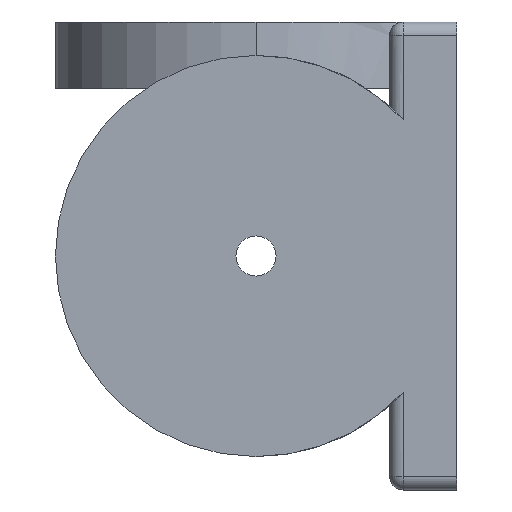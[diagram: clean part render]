
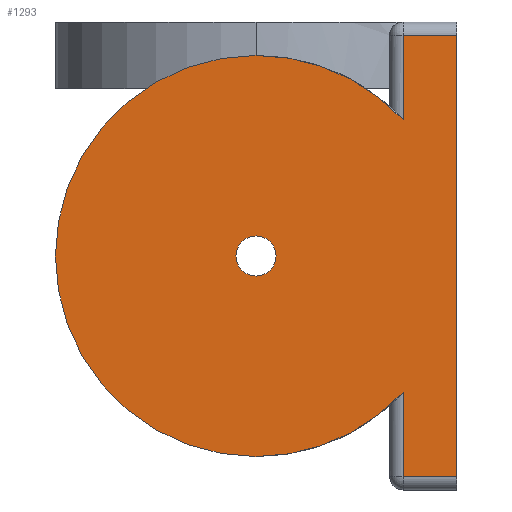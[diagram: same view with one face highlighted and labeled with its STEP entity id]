
A CAD part, left-side view. The second image highlights one B-rep face of the part: STEP entity #1293.
In plain terms, the highlighted planar face has unit normal (-1, 0, 0).
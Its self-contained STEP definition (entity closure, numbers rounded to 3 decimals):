
#4 = ORIENTED_EDGE ( 'NONE', *, *, #249, .T. ) ;
#33 = ORIENTED_EDGE ( 'NONE', *, *, #1745, .T. ) ;
#51 = CARTESIAN_POINT ( 'NONE',  ( -80., 0., -28. ) ) ;
#56 = CARTESIAN_POINT ( 'NONE',  ( -80., -22., -58. ) ) ;
#77 = VERTEX_POINT ( 'NONE', #51 ) ;
#84 = LINE ( 'NONE', #1025, #491 ) ;
#109 = CARTESIAN_POINT ( 'NONE',  ( -80., 0., -55. ) ) ;
#126 = DIRECTION ( 'NONE',  ( 0., 0., 1. ) ) ;
#146 = CARTESIAN_POINT ( 'NONE',  ( -80., -22., 8. ) ) ;
#161 = ORIENTED_EDGE ( 'NONE', *, *, #619, .T. ) ;
#180 = ORIENTED_EDGE ( 'NONE', *, *, #1770, .T. ) ;
#228 = DIRECTION ( 'NONE',  ( -1., 0., 0. ) ) ;
#232 = VECTOR ( 'NONE', #890, 1000. ) ;
#234 = ORIENTED_EDGE ( 'NONE', *, *, #1417, .T. ) ;
#243 = ORIENTED_EDGE ( 'NONE', *, *, #904, .T. ) ;
#249 = EDGE_CURVE ( 'NONE', #848, #1565, #1513, .T. ) ;
#270 = DIRECTION ( 'NONE',  ( -1., 0., 0. ) ) ;
#305 = EDGE_LOOP ( 'NONE', ( #234, #33 ) ) ;
#314 = AXIS2_PLACEMENT_3D ( 'NONE', #1380, #270, #126 ) ;
#315 = CIRCLE ( 'NONE', #676, 30. ) ;
#330 = CARTESIAN_POINT ( 'NONE',  ( -80., -30., -60. ) ) ;
#350 = CARTESIAN_POINT ( 'NONE',  ( -80., -22., -4.604 ) ) ;
#367 = DIRECTION ( 'NONE',  ( 0., 0., 1. ) ) ;
#399 = DIRECTION ( 'NONE',  ( -1., 0., 0. ) ) ;
#428 = CARTESIAN_POINT ( 'NONE',  ( -80., -30., -60. ) ) ;
#461 = AXIS2_PLACEMENT_3D ( 'NONE', #428, #399, #1659 ) ;
#462 = CIRCLE ( 'NONE', #672, 30. ) ;
#491 = VECTOR ( 'NONE', #889, 1000. ) ;
#529 = CARTESIAN_POINT ( 'NONE',  ( -80., 0., 5. ) ) ;
#535 = DIRECTION ( 'NONE',  ( 1., 0., 0. ) ) ;
#558 = VERTEX_POINT ( 'NONE', #350 ) ;
#564 = ORIENTED_EDGE ( 'NONE', *, *, #704, .T. ) ;
#590 = DIRECTION ( 'NONE',  ( 1., 0., 0. ) ) ;
#602 = EDGE_CURVE ( 'NONE', #1565, #1404, #84, .T. ) ;
#609 = AXIS2_PLACEMENT_3D ( 'NONE', #940, #535, #1085 ) ;
#618 = CARTESIAN_POINT ( 'NONE',  ( -80., -22., -60. ) ) ;
#619 = EDGE_CURVE ( 'NONE', #1676, #558, #1445, .T. ) ;
#640 = CARTESIAN_POINT ( 'NONE',  ( -80., -22., -45.396 ) ) ;
#644 = CIRCLE ( 'NONE', #314, 30. ) ;
#672 = AXIS2_PLACEMENT_3D ( 'NONE', #1334, #1179, #1761 ) ;
#676 = AXIS2_PLACEMENT_3D ( 'NONE', #1059, #228, #367 ) ;
#677 = PLANE ( 'NONE',  #461 ) ;
#678 = CARTESIAN_POINT ( 'NONE',  ( -80., -22., -60. ) ) ;
#704 = EDGE_CURVE ( 'NONE', #1349, #848, #315, .T. ) ;
#707 = DIRECTION ( 'NONE',  ( 0., 1., 0. ) ) ;
#776 = VERTEX_POINT ( 'NONE', #1332 ) ;
#786 = CIRCLE ( 'NONE', #1573, 3. ) ;
#808 = FACE_BOUND ( 'NONE', #305, .T. ) ;
#813 = CARTESIAN_POINT ( 'NONE',  ( -80., -30., 8. ) ) ;
#848 = VERTEX_POINT ( 'NONE', #640 ) ;
#865 = DIRECTION ( 'NONE',  ( 0., 0., -1. ) ) ;
#889 = DIRECTION ( 'NONE',  ( 0., -1., 0. ) ) ;
#890 = DIRECTION ( 'NONE',  ( 0., 0., 1. ) ) ;
#904 = EDGE_CURVE ( 'NONE', #1404, #776, #1072, .T. ) ;
#940 = CARTESIAN_POINT ( 'NONE',  ( -80., 0., -25. ) ) ;
#973 = CARTESIAN_POINT ( 'NONE',  ( -80., 0., -22. ) ) ;
#1025 = CARTESIAN_POINT ( 'NONE',  ( -80., -30., -58. ) ) ;
#1046 = VECTOR ( 'NONE', #1735, 1000. ) ;
#1059 = CARTESIAN_POINT ( 'NONE',  ( -80., 0., -25. ) ) ;
#1072 = LINE ( 'NONE', #330, #232 ) ;
#1085 = DIRECTION ( 'NONE',  ( 0., 0., -1. ) ) ;
#1119 = FACE_OUTER_BOUND ( 'NONE', #1713, .T. ) ;
#1126 = ORIENTED_EDGE ( 'NONE', *, *, #602, .T. ) ;
#1158 = VERTEX_POINT ( 'NONE', #529 ) ;
#1179 = DIRECTION ( 'NONE',  ( -1., 0., 0. ) ) ;
#1226 = VECTOR ( 'NONE', #1772, 1000. ) ;
#1293 = ADVANCED_FACE ( 'NONE', ( #808, #1119 ), #677, .T. ) ;
#1308 = CARTESIAN_POINT ( 'NONE',  ( -80., 0., -25. ) ) ;
#1332 = CARTESIAN_POINT ( 'NONE',  ( -80., -30., 8. ) ) ;
#1334 = CARTESIAN_POINT ( 'NONE',  ( -80., 0., -25. ) ) ;
#1349 = VERTEX_POINT ( 'NONE', #109 ) ;
#1373 = ORIENTED_EDGE ( 'NONE', *, *, #1579, .T. ) ;
#1375 = LINE ( 'NONE', #813, #1577 ) ;
#1380 = CARTESIAN_POINT ( 'NONE',  ( -80., 0., -25. ) ) ;
#1404 = VERTEX_POINT ( 'NONE', #1434 ) ;
#1417 = EDGE_CURVE ( 'NONE', #77, #1633, #786, .T. ) ;
#1434 = CARTESIAN_POINT ( 'NONE',  ( -80., -30., -58. ) ) ;
#1445 = LINE ( 'NONE', #618, #1046 ) ;
#1458 = CIRCLE ( 'NONE', #609, 3. ) ;
#1513 = LINE ( 'NONE', #678, #1226 ) ;
#1565 = VERTEX_POINT ( 'NONE', #56 ) ;
#1573 = AXIS2_PLACEMENT_3D ( 'NONE', #1308, #590, #865 ) ;
#1577 = VECTOR ( 'NONE', #707, 1000. ) ;
#1579 = EDGE_CURVE ( 'NONE', #1158, #1349, #462, .T. ) ;
#1633 = VERTEX_POINT ( 'NONE', #973 ) ;
#1659 = DIRECTION ( 'NONE',  ( 0., 0., 1. ) ) ;
#1674 = EDGE_CURVE ( 'NONE', #776, #1676, #1375, .T. ) ;
#1676 = VERTEX_POINT ( 'NONE', #146 ) ;
#1713 = EDGE_LOOP ( 'NONE', ( #180, #1373, #564, #4, #1126, #243, #1796, #161 ) ) ;
#1735 = DIRECTION ( 'NONE',  ( 0., 0., -1. ) ) ;
#1745 = EDGE_CURVE ( 'NONE', #1633, #77, #1458, .T. ) ;
#1761 = DIRECTION ( 'NONE',  ( 0., 0., 1. ) ) ;
#1770 = EDGE_CURVE ( 'NONE', #558, #1158, #644, .T. ) ;
#1772 = DIRECTION ( 'NONE',  ( 0., 0., -1. ) ) ;
#1796 = ORIENTED_EDGE ( 'NONE', *, *, #1674, .T. ) ;
